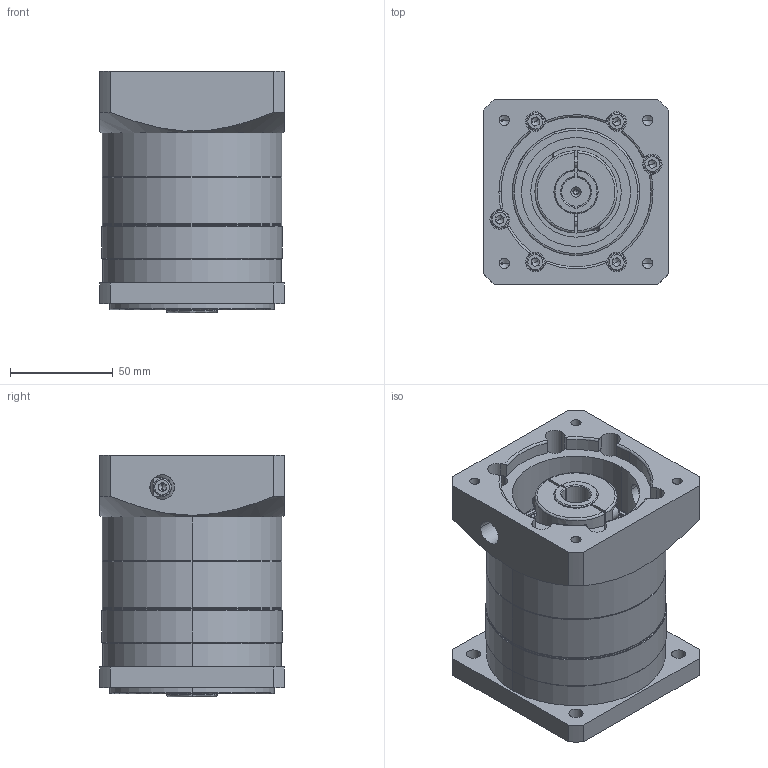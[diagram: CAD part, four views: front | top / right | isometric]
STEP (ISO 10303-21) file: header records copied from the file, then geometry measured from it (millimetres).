
FILE_DESCRIPTION (( 'STEP AP214' ), '1' );
FILE_NAME ('MYF090-L1-14-73-98.5-M6-K16¼ü5.STEP', '2023-05-10T01:54:50', ( '' ), ( '' ), 'SwSTEP 2.0', 'SolidWorks 2014', '' );
FILE_SCHEMA (( 'AUTOMOTIVE_DESIGN' ));
Length unit declared in the file: millimetre
Products named in the file (13): hexagon socket head cap screws gb_GB_FASTENER_SCREWS_HSHCS M5X16-N_1; 090输入轴-19_1; MYF090输入法兰-73-98.5-M6; MYF090怀堤俴陎殤-K16瑩5旮32; 输入调整套19-14; MYF090-L1-14-73-98.5-M6-K16瑩5; 6205-2rz_2; circlips for shaft--type a large gb_GB_CONNECTING_PIECE_RING_RRA 25_2; hexagon socket head cap screws gb_GB_FASTENER_SCREWS_HSHCS M5X50-N_2; 6007_2; 090齿圈-L1_1; spring lock washers--normal type gb_GB_FASTENER_WASHER_SW 5_2; F090堤薯楊擘_1
Assembly tree (23 placements, depth 2):
  MYF090-L1-14-73-98.5-M6-K16瑩5
    090齿圈-L1_1
    F090堤薯楊擘_1
    6205-2rz_2
    MYF090怀堤俴陎殤-K16瑩5旮32
    circlips for shaft--type a large gb_GB_CONNECTING_PIECE_RING_RRA 25_2
    6007_2
    090输入轴-19_1
    spring lock washers--normal type gb_GB_FASTENER_WASHER_SW 5_2  x6
    hexagon socket head cap screws gb_GB_FASTENER_SCREWS_HSHCS M5X50-N_2  x6
    hexagon socket head cap screws gb_GB_FASTENER_SCREWS_HSHCS M5X16-N_1  x2
    MYF090输入法兰-73-98.5-M6
    输入调整套19-14
Bounding box: 90 x 90 x 117.5 mm (x, y, z)
Volume: 533547.2 mm3; surface area: 167299.7 mm2
Topology: 23 solids, 25 shells, 987 faces, 2948 edges, 1894 vertices
Faces by surface type: cylinder 331, plane 270, torus 133, cone 119, sphere 74, bspline 60
Entity records: 41281 total; most frequent: CARTESIAN_POINT 11614, ORIENTED_EDGE 4532, DIRECTION 4227, EDGE_CURVE 2266, AXIS2_PLACEMENT_3D 1835, VERTEX_POINT 1494, CIRCLE 1070, EDGE_LOOP 916
